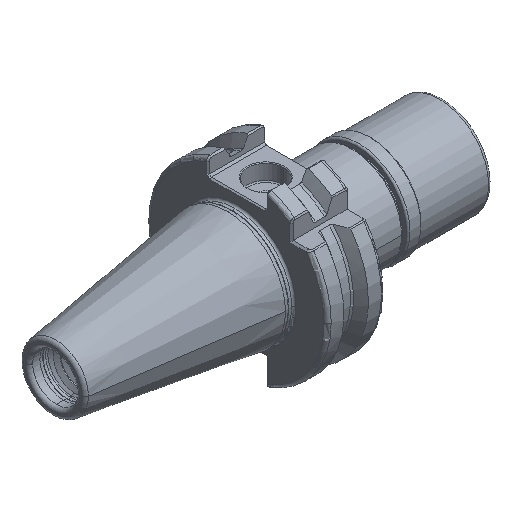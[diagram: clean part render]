
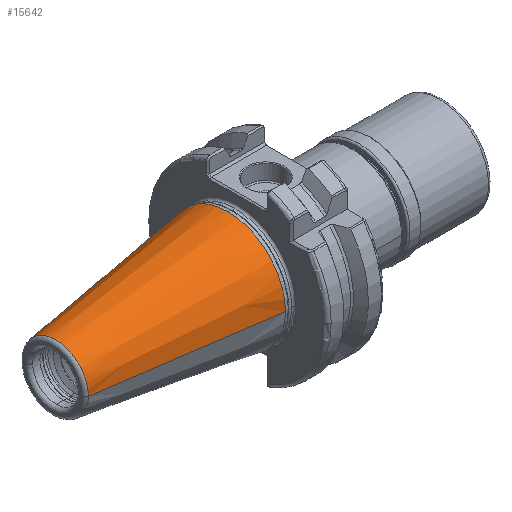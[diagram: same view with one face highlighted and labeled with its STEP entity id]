
A CAD part, isometric view. The second image highlights one B-rep face of the part: STEP entity #15642.
In plain terms, the highlighted conical face has half-angle 8.297 degrees and reference radius 16.342 mm.
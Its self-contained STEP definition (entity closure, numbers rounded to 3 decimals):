
#1701 = VERTEX_POINT ( 'NONE', #5767 ) ;
#4511 = DIRECTION ( 'NONE',  ( 1., 0., 0. ) ) ;
#4525 = DIRECTION ( 'NONE',  ( 0., 1., 0. ) ) ;
#4537 = CARTESIAN_POINT ( 'NONE',  ( 0., 0., 0. ) ) ;
#4636 = EDGE_CURVE ( 'NONE', #21611, #21713, #19404, .T. ) ;
#4657 = EDGE_CURVE ( 'NONE', #1701, #21735, #19371, .T. ) ;
#4664 = EDGE_CURVE ( 'NONE', #21713, #21704, #19385, .T. ) ;
#4690 = EDGE_CURVE ( 'NONE', #21735, #21611, #19418, .T. ) ;
#4691 = EDGE_CURVE ( 'NONE', #1701, #21704, #19426, .T. ) ;
#4737 = AXIS2_PLACEMENT_3D ( 'NONE', #5886, #5922, #5881 ) ;
#4739 = AXIS2_PLACEMENT_3D ( 'NONE', #6042, #6039, #6029 ) ;
#4762 = AXIS2_PLACEMENT_3D ( 'NONE', #5992, #5975, #5980 ) ;
#5767 = CARTESIAN_POINT ( 'NONE',  ( -50.144, 9.029, 0. ) ) ;
#5881 = DIRECTION ( 'NONE',  ( 0., 0., 1. ) ) ;
#5886 = CARTESIAN_POINT ( 'NONE',  ( -2.6, 0., 0. ) ) ;
#5922 = DIRECTION ( 'NONE',  ( -1., 0., 0. ) ) ;
#5975 = DIRECTION ( 'NONE',  ( 1., 0., 0. ) ) ;
#5980 = DIRECTION ( 'NONE',  ( 0., -1., 0. ) ) ;
#5992 = CARTESIAN_POINT ( 'NONE',  ( -50.144, 0., 0. ) ) ;
#6029 = DIRECTION ( 'NONE',  ( 0., 0., 1. ) ) ;
#6039 = DIRECTION ( 'NONE',  ( -1., 0., 0. ) ) ;
#6042 = CARTESIAN_POINT ( 'NONE',  ( -2.6, 0., 0. ) ) ;
#6097 = DIRECTION ( 'NONE',  ( 0.99, -0.144, 0. ) ) ;
#6131 = CARTESIAN_POINT ( 'NONE',  ( 0., -16.342, 0. ) ) ;
#6137 = DIRECTION ( 'NONE',  ( 0.99, 0.144, 0. ) ) ;
#6141 = CARTESIAN_POINT ( 'NONE',  ( 0., 16.342, 0. ) ) ;
#10909 = ORIENTED_EDGE ( 'NONE', *, *, #4690, .T. ) ;
#10918 = ORIENTED_EDGE ( 'NONE', *, *, #4657, .T. ) ;
#10963 = ORIENTED_EDGE ( 'NONE', *, *, #4636, .T. ) ;
#10975 = ORIENTED_EDGE ( 'NONE', *, *, #4691, .F. ) ;
#10987 = ORIENTED_EDGE ( 'NONE', *, *, #4664, .T. ) ;
#12583 = CONICAL_SURFACE ( 'NONE', #13603, 16.342, 0.145 ) ;
#12587 = FACE_OUTER_BOUND ( 'NONE', #17104, .T. ) ;
#13603 = AXIS2_PLACEMENT_3D ( 'NONE', #4537, #4511, #4525 ) ;
#15642 = ADVANCED_FACE ( 'NONE', ( #12587 ), #12583, .T. ) ;
#17104 = EDGE_LOOP ( 'NONE', ( #10918, #10909, #10963, #10987, #10975 ) ) ;
#19371 = CIRCLE ( 'NONE', #4762, 9.029 ) ;
#19385 = CIRCLE ( 'NONE', #4739, 15.962 ) ;
#19404 = CIRCLE ( 'NONE', #4737, 15.962 ) ;
#19418 = LINE ( 'NONE', #6131, #19433 ) ;
#19426 = LINE ( 'NONE', #6141, #19462 ) ;
#19433 = VECTOR ( 'NONE', #6097, 1000. ) ;
#19462 = VECTOR ( 'NONE', #6137, 1000. ) ;
#21261 = CARTESIAN_POINT ( 'NONE',  ( -2.6, -15.962, 0. ) ) ;
#21296 = CARTESIAN_POINT ( 'NONE',  ( -2.6, 15.962, 0. ) ) ;
#21307 = CARTESIAN_POINT ( 'NONE',  ( -2.6, 0., 15.962 ) ) ;
#21363 = CARTESIAN_POINT ( 'NONE',  ( -50.144, -9.029, 0. ) ) ;
#21611 = VERTEX_POINT ( 'NONE', #21261 ) ;
#21704 = VERTEX_POINT ( 'NONE', #21296 ) ;
#21713 = VERTEX_POINT ( 'NONE', #21307 ) ;
#21735 = VERTEX_POINT ( 'NONE', #21363 ) ;
